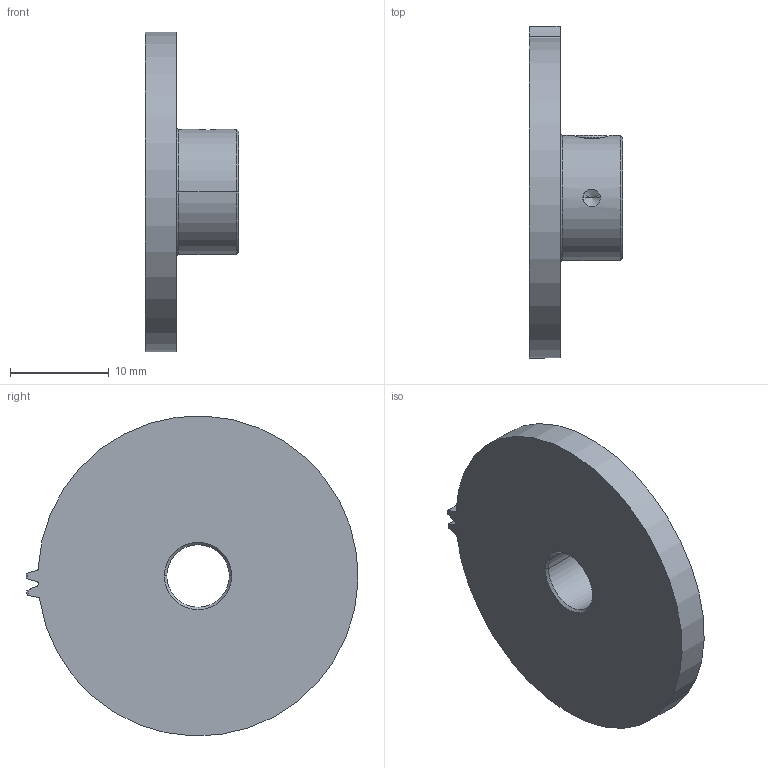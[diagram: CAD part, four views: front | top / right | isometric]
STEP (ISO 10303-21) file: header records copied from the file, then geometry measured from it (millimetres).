
FILE_DESCRIPTION((''),'2;1');
FILE_NAME('S1066Z-048A064','2025-05-09T05:25:56',('Administrator'),(''),'CREO PARAMETRIC BY PTC INC, 2020414','CREO PARAMETRIC BY PTC INC, 2020414','');
FILE_SCHEMA(('AUTOMOTIVE_DESIGN { 1 0 10303 214 1 1 1 1 }'));
Length unit declared in the file: inch
Products named in the file (1): S1066Z-048A064
Bounding box: 9.53 x 33.7 x 32.47 mm (x, y, z)
Volume: 3128 mm3; surface area: 2441.3 mm2
Topology: 2 solids, 2 shells, 62 faces, 152 edges, 103 vertices
Faces by surface type: cylinder 20, plane 18, cone 12, torus 6, extrusion 4, bspline 2
Entity records: 2389 total; most frequent: CARTESIAN_POINT 719, DIRECTION 308, ORIENTED_EDGE 290, EDGE_CURVE 145, AXIS2_PLACEMENT_3D 116, COLOUR_RGB 116, VERTEX_POINT 89, VECTOR 76
